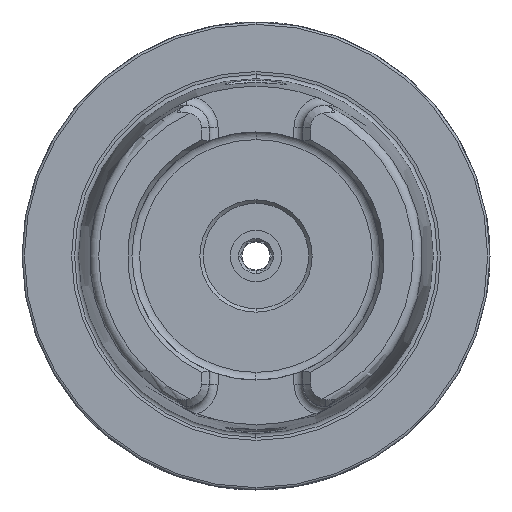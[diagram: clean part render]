
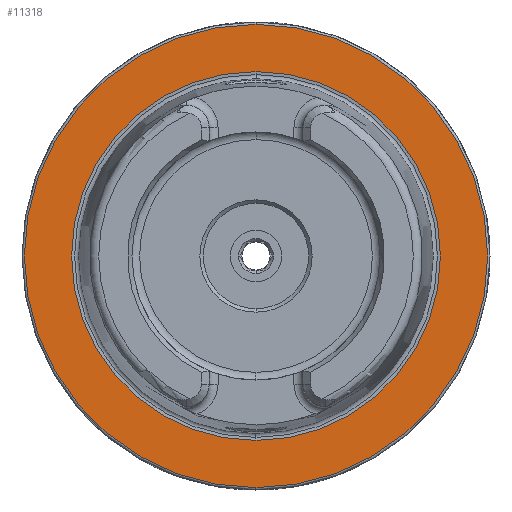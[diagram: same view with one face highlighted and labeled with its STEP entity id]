
A CAD part, left-side view. The second image highlights one B-rep face of the part: STEP entity #11318.
In plain terms, the highlighted planar face has unit normal (-1, 0, 0).
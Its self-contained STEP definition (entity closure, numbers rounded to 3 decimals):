
#145 = ORIENTED_EDGE ( 'NONE', *, *, #2086, .T. ) ;
#153 = DIRECTION ( 'NONE',  ( -1., 0., 0. ) ) ;
#373 = CIRCLE ( 'NONE', #7320, 49.5 ) ;
#1154 = DIRECTION ( 'NONE',  ( 0., 0., 1. ) ) ;
#2086 = EDGE_CURVE ( 'NONE', #4024, #11095, #373, .T. ) ;
#2484 = AXIS2_PLACEMENT_3D ( 'NONE', #2698, #9140, #3342 ) ;
#2698 = CARTESIAN_POINT ( 'NONE',  ( 0., 0., 0. ) ) ;
#2943 = CARTESIAN_POINT ( 'NONE',  ( 0., 49.5, 0. ) ) ;
#2990 = EDGE_LOOP ( 'NONE', ( #3744, #145 ) ) ;
#3181 = DIRECTION ( 'NONE',  ( 0., 0., 1. ) ) ;
#3232 = DIRECTION ( 'NONE',  ( 1., 0., 0. ) ) ;
#3303 = AXIS2_PLACEMENT_3D ( 'NONE', #2943, #3232, #10414 ) ;
#3321 = EDGE_CURVE ( 'NONE', #9650, #6352, #9035, .T. ) ;
#3342 = DIRECTION ( 'NONE',  ( 0., 0., 1. ) ) ;
#3614 = ORIENTED_EDGE ( 'NONE', *, *, #3321, .F. ) ;
#3744 = ORIENTED_EDGE ( 'NONE', *, *, #7575, .T. ) ;
#3768 = CARTESIAN_POINT ( 'NONE',  ( 0., 0., -39.405 ) ) ;
#3911 = AXIS2_PLACEMENT_3D ( 'NONE', #7612, #12276, #3181 ) ;
#4024 = VERTEX_POINT ( 'NONE', #11455 ) ;
#4938 = AXIS2_PLACEMENT_3D ( 'NONE', #5012, #5885, #1154 ) ;
#5012 = CARTESIAN_POINT ( 'NONE',  ( 0., 0., 0. ) ) ;
#5353 = EDGE_LOOP ( 'NONE', ( #3614, #10872 ) ) ;
#5885 = DIRECTION ( 'NONE',  ( -1., 0., 0. ) ) ;
#5988 = DIRECTION ( 'NONE',  ( 0., 0., 1. ) ) ;
#6352 = VERTEX_POINT ( 'NONE', #3768 ) ;
#6791 = CIRCLE ( 'NONE', #3911, 39.405 ) ;
#7320 = AXIS2_PLACEMENT_3D ( 'NONE', #9601, #153, #5988 ) ;
#7575 = EDGE_CURVE ( 'NONE', #11095, #4024, #8436, .T. ) ;
#7612 = CARTESIAN_POINT ( 'NONE',  ( 0., 0., 0. ) ) ;
#7945 = PLANE ( 'NONE',  #3303 ) ;
#8126 = CARTESIAN_POINT ( 'NONE',  ( 0., 0., 39.405 ) ) ;
#8436 = CIRCLE ( 'NONE', #4938, 49.5 ) ;
#8505 = CARTESIAN_POINT ( 'NONE',  ( 0., 0., 49.5 ) ) ;
#9035 = CIRCLE ( 'NONE', #2484, 39.405 ) ;
#9140 = DIRECTION ( 'NONE',  ( -1., 0., 0. ) ) ;
#9406 = EDGE_CURVE ( 'NONE', #6352, #9650, #6791, .T. ) ;
#9601 = CARTESIAN_POINT ( 'NONE',  ( 0., 0., 0. ) ) ;
#9650 = VERTEX_POINT ( 'NONE', #8126 ) ;
#10414 = DIRECTION ( 'NONE',  ( 0., 0., -1. ) ) ;
#10872 = ORIENTED_EDGE ( 'NONE', *, *, #9406, .F. ) ;
#11095 = VERTEX_POINT ( 'NONE', #8505 ) ;
#11318 = ADVANCED_FACE ( 'NONE', ( #11787, #11484 ), #7945, .F. ) ;
#11455 = CARTESIAN_POINT ( 'NONE',  ( 0., 0., -49.5 ) ) ;
#11484 = FACE_OUTER_BOUND ( 'NONE', #2990, .T. ) ;
#11787 = FACE_BOUND ( 'NONE', #5353, .T. ) ;
#12276 = DIRECTION ( 'NONE',  ( -1., 0., 0. ) ) ;
